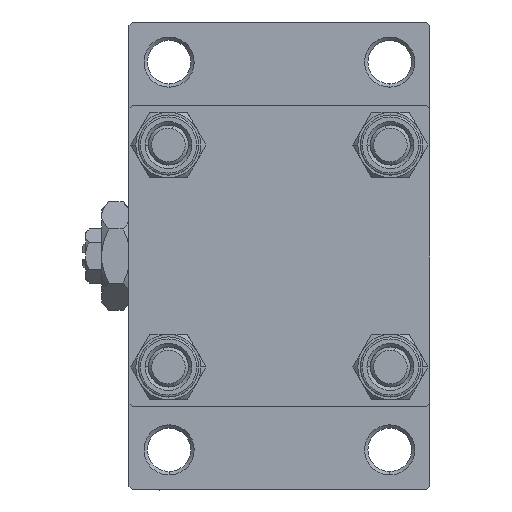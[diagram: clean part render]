
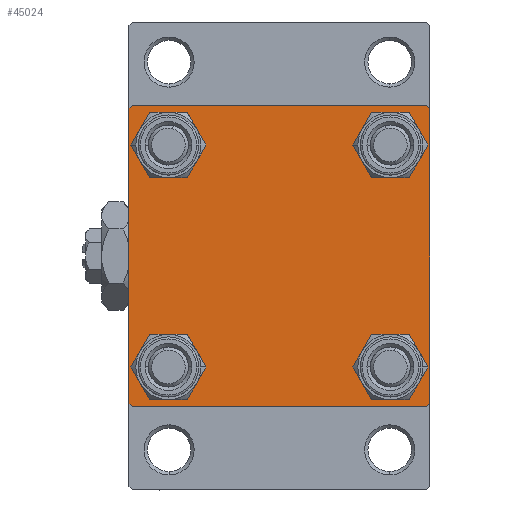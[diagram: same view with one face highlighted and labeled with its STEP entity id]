
A CAD part, left-side view. The second image highlights one B-rep face of the part: STEP entity #45024.
In plain terms, the highlighted planar face has unit normal (-1, 0, 0).
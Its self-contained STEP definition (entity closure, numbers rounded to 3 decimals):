
#84 = LINE ( 'NONE', #19568, #18290 ) ;
#414 = DIRECTION ( 'NONE',  ( 0., 0., 1. ) ) ;
#671 = EDGE_CURVE ( 'NONE', #1628, #14928, #9150, .T. ) ;
#812 = ORIENTED_EDGE ( 'NONE', *, *, #43757, .T. ) ;
#1119 = FACE_BOUND ( 'NONE', #1789, .T. ) ;
#1357 = DIRECTION ( 'NONE',  ( 0., 0., 1. ) ) ;
#1517 = EDGE_CURVE ( 'NONE', #5567, #16740, #46047, .T. ) ;
#1628 = VERTEX_POINT ( 'NONE', #12686 ) ;
#1631 = CARTESIAN_POINT ( 'NONE',  ( 0., 16.6, 16.6 ) ) ;
#1789 = EDGE_LOOP ( 'NONE', ( #34049, #37878 ) ) ;
#1893 = ORIENTED_EDGE ( 'NONE', *, *, #1517, .T. ) ;
#2047 = VERTEX_POINT ( 'NONE', #29528 ) ;
#2183 = EDGE_CURVE ( 'NONE', #19792, #2047, #10529, .T. ) ;
#2436 = CARTESIAN_POINT ( 'NONE',  ( 0., -16.6, 20.1 ) ) ;
#3001 = VERTEX_POINT ( 'NONE', #20077 ) ;
#3028 = VECTOR ( 'NONE', #30110, 1000. ) ;
#3575 = VECTOR ( 'NONE', #5471, 1000. ) ;
#4277 = DIRECTION ( 'NONE',  ( 0., 0., 1. ) ) ;
#4491 = CARTESIAN_POINT ( 'NONE',  ( 0., -16.6, 16.6 ) ) ;
#4625 = DIRECTION ( 'NONE',  ( 1., 0., 0. ) ) ;
#4630 = VERTEX_POINT ( 'NONE', #16513 ) ;
#4800 = DIRECTION ( 'NONE',  ( 0., 0., 1. ) ) ;
#4936 = FACE_BOUND ( 'NONE', #30697, .T. ) ;
#5076 = DIRECTION ( 'NONE',  ( 1., 0., 0. ) ) ;
#5086 = CIRCLE ( 'NONE', #32126, 3.5 ) ;
#5471 = DIRECTION ( 'NONE',  ( 0., 0., -1. ) ) ;
#5567 = VERTEX_POINT ( 'NONE', #15561 ) ;
#6386 = EDGE_CURVE ( 'NONE', #25727, #7268, #50225, .T. ) ;
#6436 = VERTEX_POINT ( 'NONE', #32032 ) ;
#7132 = ORIENTED_EDGE ( 'NONE', *, *, #36130, .T. ) ;
#7147 = ORIENTED_EDGE ( 'NONE', *, *, #47257, .T. ) ;
#7268 = VERTEX_POINT ( 'NONE', #2436 ) ;
#7332 = VECTOR ( 'NONE', #28171, 1000. ) ;
#7356 = CARTESIAN_POINT ( 'NONE',  ( 0., 22.5, 22.5 ) ) ;
#8167 = ORIENTED_EDGE ( 'NONE', *, *, #2183, .T. ) ;
#8229 = CARTESIAN_POINT ( 'NONE',  ( 0., -22.5, 22. ) ) ;
#8365 = EDGE_CURVE ( 'NONE', #42195, #48185, #41138, .T. ) ;
#8414 = CARTESIAN_POINT ( 'NONE',  ( 0., 16.6, -16.6 ) ) ;
#8787 = DIRECTION ( 'NONE',  ( 0., 0., -1. ) ) ;
#8827 = CARTESIAN_POINT ( 'NONE',  ( 0., 16.6, -16.6 ) ) ;
#8914 = LINE ( 'NONE', #12763, #7332 ) ;
#8944 = EDGE_CURVE ( 'NONE', #3001, #13851, #15903, .T. ) ;
#9041 = CARTESIAN_POINT ( 'NONE',  ( 0., 0., 0. ) ) ;
#9120 = AXIS2_PLACEMENT_3D ( 'NONE', #35433, #4625, #12590 ) ;
#9150 = CIRCLE ( 'NONE', #48501, 3.5 ) ;
#9163 = ORIENTED_EDGE ( 'NONE', *, *, #14824, .T. ) ;
#10529 = LINE ( 'NONE', #49549, #13180 ) ;
#12255 = EDGE_LOOP ( 'NONE', ( #812, #37355 ) ) ;
#12423 = ORIENTED_EDGE ( 'NONE', *, *, #8365, .F. ) ;
#12590 = DIRECTION ( 'NONE',  ( 0., 0., 1. ) ) ;
#12686 = CARTESIAN_POINT ( 'NONE',  ( 0., 16.6, 13.1 ) ) ;
#12763 = CARTESIAN_POINT ( 'NONE',  ( 0., 22.5, -22.5 ) ) ;
#13180 = VECTOR ( 'NONE', #14386, 1000. ) ;
#13851 = VERTEX_POINT ( 'NONE', #46269 ) ;
#13942 = DIRECTION ( 'NONE',  ( 0., 0., 1. ) ) ;
#14386 = DIRECTION ( 'NONE',  ( 0., -0.707, -0.707 ) ) ;
#14824 = EDGE_CURVE ( 'NONE', #44008, #48185, #35969, .T. ) ;
#14928 = VERTEX_POINT ( 'NONE', #15491 ) ;
#15491 = CARTESIAN_POINT ( 'NONE',  ( 0., 16.6, 20.1 ) ) ;
#15542 = DIRECTION ( 'NONE',  ( 1., 0., 0. ) ) ;
#15561 = CARTESIAN_POINT ( 'NONE',  ( 0., 16.6, -13.1 ) ) ;
#15870 = DIRECTION ( 'NONE',  ( 1., 0., 0. ) ) ;
#15903 = CIRCLE ( 'NONE', #23257, 3.5 ) ;
#16487 = CARTESIAN_POINT ( 'NONE',  ( 0., -22.25, -22.25 ) ) ;
#16513 = CARTESIAN_POINT ( 'NONE',  ( 0., -22., 22.5 ) ) ;
#16740 = VERTEX_POINT ( 'NONE', #35576 ) ;
#17680 = CARTESIAN_POINT ( 'NONE',  ( 0., 22.25, 22.25 ) ) ;
#18055 = CARTESIAN_POINT ( 'NONE',  ( 0., -22.5, -22. ) ) ;
#18290 = VECTOR ( 'NONE', #39055, 1000. ) ;
#19568 = CARTESIAN_POINT ( 'NONE',  ( 0., -22.25, 22.25 ) ) ;
#19792 = VERTEX_POINT ( 'NONE', #25067 ) ;
#20014 = EDGE_CURVE ( 'NONE', #26616, #19792, #44450, .T. ) ;
#20077 = CARTESIAN_POINT ( 'NONE',  ( 0., -16.6, -13.1 ) ) ;
#20167 = ORIENTED_EDGE ( 'NONE', *, *, #8944, .T. ) ;
#20600 = FACE_BOUND ( 'NONE', #21726, .T. ) ;
#20855 = DIRECTION ( 'NONE',  ( -1., 0., 0. ) ) ;
#21239 = CARTESIAN_POINT ( 'NONE',  ( 0., -16.6, 16.6 ) ) ;
#21726 = EDGE_LOOP ( 'NONE', ( #1893, #27876 ) ) ;
#22529 = DIRECTION ( 'NONE',  ( 0., 0., 1. ) ) ;
#22675 = ORIENTED_EDGE ( 'NONE', *, *, #40475, .T. ) ;
#23257 = AXIS2_PLACEMENT_3D ( 'NONE', #45878, #30212, #22529 ) ;
#23749 = VECTOR ( 'NONE', #8787, 1000. ) ;
#24487 = CARTESIAN_POINT ( 'NONE',  ( 0., -22.5, 22.5 ) ) ;
#25067 = CARTESIAN_POINT ( 'NONE',  ( 0., 22.5, -22. ) ) ;
#25727 = VERTEX_POINT ( 'NONE', #40231 ) ;
#25959 = EDGE_CURVE ( 'NONE', #16740, #5567, #31698, .T. ) ;
#26616 = VERTEX_POINT ( 'NONE', #27800 ) ;
#27800 = CARTESIAN_POINT ( 'NONE',  ( 0., 22.5, 22. ) ) ;
#27876 = ORIENTED_EDGE ( 'NONE', *, *, #25959, .T. ) ;
#28171 = DIRECTION ( 'NONE',  ( 0., -1., 0. ) ) ;
#28791 = PLANE ( 'NONE',  #33738 ) ;
#29528 = CARTESIAN_POINT ( 'NONE',  ( 0., 22., -22.5 ) ) ;
#30110 = DIRECTION ( 'NONE',  ( 0., -0.707, 0.707 ) ) ;
#30212 = DIRECTION ( 'NONE',  ( 1., 0., 0. ) ) ;
#30529 = AXIS2_PLACEMENT_3D ( 'NONE', #21239, #5076, #32528 ) ;
#30541 = CIRCLE ( 'NONE', #33009, 3.5 ) ;
#30697 = EDGE_LOOP ( 'NONE', ( #20167, #22675 ) ) ;
#31486 = CARTESIAN_POINT ( 'NONE',  ( 0., 16.6, 16.6 ) ) ;
#31698 = CIRCLE ( 'NONE', #46428, 3.5 ) ;
#31734 = DIRECTION ( 'NONE',  ( 1., 0., 0. ) ) ;
#32032 = CARTESIAN_POINT ( 'NONE',  ( 0., 22., 22.5 ) ) ;
#32126 = AXIS2_PLACEMENT_3D ( 'NONE', #31486, #31734, #4277 ) ;
#32513 = ORIENTED_EDGE ( 'NONE', *, *, #49730, .T. ) ;
#32528 = DIRECTION ( 'NONE',  ( 0., 0., 1. ) ) ;
#33009 = AXIS2_PLACEMENT_3D ( 'NONE', #4491, #15542, #414 ) ;
#33738 = AXIS2_PLACEMENT_3D ( 'NONE', #9041, #20855, #1357 ) ;
#34049 = ORIENTED_EDGE ( 'NONE', *, *, #45777, .T. ) ;
#35433 = CARTESIAN_POINT ( 'NONE',  ( 0., -16.6, -16.6 ) ) ;
#35523 = ORIENTED_EDGE ( 'NONE', *, *, #39558, .F. ) ;
#35576 = CARTESIAN_POINT ( 'NONE',  ( 0., 16.6, -20.1 ) ) ;
#35969 = LINE ( 'NONE', #16487, #3028 ) ;
#36130 = EDGE_CURVE ( 'NONE', #2047, #44008, #8914, .T. ) ;
#36243 = FACE_OUTER_BOUND ( 'NONE', #42401, .T. ) ;
#36780 = DIRECTION ( 'NONE',  ( 0., 0., 1. ) ) ;
#37355 = ORIENTED_EDGE ( 'NONE', *, *, #6386, .T. ) ;
#37878 = ORIENTED_EDGE ( 'NONE', *, *, #671, .T. ) ;
#38636 = CIRCLE ( 'NONE', #9120, 3.5 ) ;
#38861 = VECTOR ( 'NONE', #48988, 1000. ) ;
#39055 = DIRECTION ( 'NONE',  ( 0., 0.707, 0.707 ) ) ;
#39558 = EDGE_CURVE ( 'NONE', #6436, #4630, #46369, .T. ) ;
#40101 = FACE_BOUND ( 'NONE', #12255, .T. ) ;
#40231 = CARTESIAN_POINT ( 'NONE',  ( 0., -16.6, 13.1 ) ) ;
#40475 = EDGE_CURVE ( 'NONE', #13851, #3001, #38636, .T. ) ;
#40636 = ORIENTED_EDGE ( 'NONE', *, *, #20014, .T. ) ;
#41060 = VECTOR ( 'NONE', #49967, 1000. ) ;
#41138 = LINE ( 'NONE', #24487, #3575 ) ;
#42195 = VERTEX_POINT ( 'NONE', #8229 ) ;
#42401 = EDGE_LOOP ( 'NONE', ( #40636, #8167, #7132, #9163, #12423, #7147, #35523, #32513 ) ) ;
#42934 = CARTESIAN_POINT ( 'NONE',  ( 0., -22., -22.5 ) ) ;
#43757 = EDGE_CURVE ( 'NONE', #7268, #25727, #30541, .T. ) ;
#43949 = CARTESIAN_POINT ( 'NONE',  ( 0., 22.5, 22.5 ) ) ;
#44008 = VERTEX_POINT ( 'NONE', #42934 ) ;
#44450 = LINE ( 'NONE', #43949, #23749 ) ;
#45024 = ADVANCED_FACE ( 'NONE', ( #40101, #4936, #20600, #1119, #36243 ), #28791, .T. ) ;
#45777 = EDGE_CURVE ( 'NONE', #14928, #1628, #5086, .T. ) ;
#45878 = CARTESIAN_POINT ( 'NONE',  ( 0., -16.6, -16.6 ) ) ;
#46047 = CIRCLE ( 'NONE', #47701, 3.5 ) ;
#46269 = CARTESIAN_POINT ( 'NONE',  ( 0., -16.6, -20.1 ) ) ;
#46369 = LINE ( 'NONE', #7356, #41060 ) ;
#46428 = AXIS2_PLACEMENT_3D ( 'NONE', #8414, #15870, #4800 ) ;
#47257 = EDGE_CURVE ( 'NONE', #42195, #4630, #84, .T. ) ;
#47701 = AXIS2_PLACEMENT_3D ( 'NONE', #8827, #48346, #36780 ) ;
#48185 = VERTEX_POINT ( 'NONE', #18055 ) ;
#48224 = LINE ( 'NONE', #17680, #38861 ) ;
#48346 = DIRECTION ( 'NONE',  ( 1., 0., 0. ) ) ;
#48501 = AXIS2_PLACEMENT_3D ( 'NONE', #1631, #49604, #13942 ) ;
#48988 = DIRECTION ( 'NONE',  ( 0., 0.707, -0.707 ) ) ;
#49549 = CARTESIAN_POINT ( 'NONE',  ( 0., 22.25, -22.25 ) ) ;
#49604 = DIRECTION ( 'NONE',  ( 1., 0., 0. ) ) ;
#49730 = EDGE_CURVE ( 'NONE', #6436, #26616, #48224, .T. ) ;
#49967 = DIRECTION ( 'NONE',  ( 0., -1., 0. ) ) ;
#50225 = CIRCLE ( 'NONE', #30529, 3.5 ) ;
